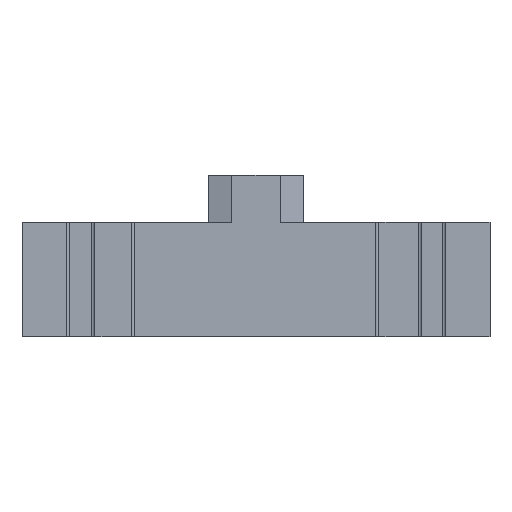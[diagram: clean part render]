
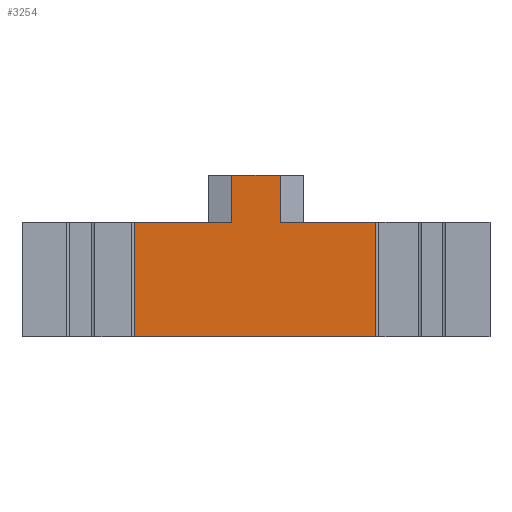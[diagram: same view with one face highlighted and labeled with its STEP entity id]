
A CAD part, front view. The second image highlights one B-rep face of the part: STEP entity #3254.
In plain terms, the highlighted planar face has unit normal (0, -1, 0).
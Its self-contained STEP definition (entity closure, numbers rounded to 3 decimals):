
#32 = PLANE('',#33);
#33 = AXIS2_PLACEMENT_3D('',#34,#35,#36);
#34 = CARTESIAN_POINT('',(15.9,-40.,-5.5));
#35 = DIRECTION('',(0.,0.,-1.));
#36 = DIRECTION('',(-1.,0.,0.));
#291 = VERTEX_POINT('',#292);
#292 = CARTESIAN_POINT('',(8.15,-39.9,-5.5));
#311 = CYLINDRICAL_SURFACE('',#312,0.2);
#312 = AXIS2_PLACEMENT_3D('',#313,#314,#315);
#313 = CARTESIAN_POINT('',(8.35,-39.9,-7.7));
#314 = DIRECTION('',(0.,0.,1.));
#315 = DIRECTION('',(0.,1.,0.));
#323 = EDGE_CURVE('',#324,#291,#326,.T.);
#324 = VERTEX_POINT('',#325);
#325 = CARTESIAN_POINT('',(-8.25,-39.9,-5.5));
#326 = SURFACE_CURVE('',#327,(#331,#338),.PCURVE_S1.);
#327 = LINE('',#328,#329);
#328 = CARTESIAN_POINT('',(12.,-39.9,-5.5));
#329 = VECTOR('',#330,1.);
#330 = DIRECTION('',(1.,0.,0.));
#331 = PCURVE('',#32,#332);
#332 = DEFINITIONAL_REPRESENTATION('',(#333),#337);
#333 = LINE('',#334,#335);
#334 = CARTESIAN_POINT('',(3.9,0.1));
#335 = VECTOR('',#336,1.);
#336 = DIRECTION('',(-1.,0.));
#337 = ( GEOMETRIC_REPRESENTATION_CONTEXT(2) 
PARAMETRIC_REPRESENTATION_CONTEXT() REPRESENTATION_CONTEXT('2D SPACE',''
  ) );
#338 = PCURVE('',#339,#344);
#339 = PLANE('',#340);
#340 = AXIS2_PLACEMENT_3D('',#341,#342,#343);
#341 = CARTESIAN_POINT('',(8.,-39.9,-7.7));
#342 = DIRECTION('',(0.,1.,0.));
#343 = DIRECTION('',(0.,0.,1.));
#344 = DEFINITIONAL_REPRESENTATION('',(#345),#349);
#345 = LINE('',#346,#347);
#346 = CARTESIAN_POINT('',(2.2,4.));
#347 = VECTOR('',#348,1.);
#348 = DIRECTION('',(0.,1.));
#349 = ( GEOMETRIC_REPRESENTATION_CONTEXT(2) 
PARAMETRIC_REPRESENTATION_CONTEXT() REPRESENTATION_CONTEXT('2D SPACE',''
  ) );
#367 = PLANE('',#368);
#368 = AXIS2_PLACEMENT_3D('',#369,#370,#371);
#369 = CARTESIAN_POINT('',(-8.25,-39.1,2.3));
#370 = DIRECTION('',(-1.,0.,0.));
#371 = DIRECTION('',(0.,-1.,0.));
#2579 = PLANE('',#2580);
#2580 = AXIS2_PLACEMENT_3D('',#2581,#2582,#2583);
#2581 = CARTESIAN_POINT('',(-15.9,-40.,2.3));
#2582 = DIRECTION('',(0.,0.,1.));
#2583 = DIRECTION('',(1.,0.,-0.));
#3209 = VERTEX_POINT('',#3210);
#3210 = CARTESIAN_POINT('',(8.15,-39.9,2.3));
#3234 = EDGE_CURVE('',#291,#3209,#3235,.T.);
#3235 = SURFACE_CURVE('',#3236,(#3240,#3247),.PCURVE_S1.);
#3236 = LINE('',#3237,#3238);
#3237 = CARTESIAN_POINT('',(8.15,-39.9,-7.7));
#3238 = VECTOR('',#3239,1.);
#3239 = DIRECTION('',(0.,0.,1.));
#3240 = PCURVE('',#311,#3241);
#3241 = DEFINITIONAL_REPRESENTATION('',(#3242),#3246);
#3242 = LINE('',#3243,#3244);
#3243 = CARTESIAN_POINT('',(7.854,0.));
#3244 = VECTOR('',#3245,1.);
#3245 = DIRECTION('',(0.,1.));
#3246 = ( GEOMETRIC_REPRESENTATION_CONTEXT(2) 
PARAMETRIC_REPRESENTATION_CONTEXT() REPRESENTATION_CONTEXT('2D SPACE',''
  ) );
#3247 = PCURVE('',#339,#3248);
#3248 = DEFINITIONAL_REPRESENTATION('',(#3249),#3253);
#3249 = LINE('',#3250,#3251);
#3250 = CARTESIAN_POINT('',(0.,0.15));
#3251 = VECTOR('',#3252,1.);
#3252 = DIRECTION('',(1.,0.));
#3253 = ( GEOMETRIC_REPRESENTATION_CONTEXT(2) 
PARAMETRIC_REPRESENTATION_CONTEXT() REPRESENTATION_CONTEXT('2D SPACE',''
  ) );
#3254 = ADVANCED_FACE('',(#3255),#339,.F.);
#3255 = FACE_BOUND('',#3256,.F.);
#3256 = EDGE_LOOP('',(#3257,#3258,#3281,#3309,#3337,#3365,#3393,#3414));
#3257 = ORIENTED_EDGE('',*,*,#323,.F.);
#3258 = ORIENTED_EDGE('',*,*,#3259,.T.);
#3259 = EDGE_CURVE('',#324,#3260,#3262,.T.);
#3260 = VERTEX_POINT('',#3261);
#3261 = CARTESIAN_POINT('',(-8.25,-39.9,2.3));
#3262 = SURFACE_CURVE('',#3263,(#3267,#3274),.PCURVE_S1.);
#3263 = LINE('',#3264,#3265);
#3264 = CARTESIAN_POINT('',(-8.25,-39.9,-1.6));
#3265 = VECTOR('',#3266,1.);
#3266 = DIRECTION('',(0.,-0.,1.));
#3267 = PCURVE('',#339,#3268);
#3268 = DEFINITIONAL_REPRESENTATION('',(#3269),#3273);
#3269 = LINE('',#3270,#3271);
#3270 = CARTESIAN_POINT('',(6.1,-16.25));
#3271 = VECTOR('',#3272,1.);
#3272 = DIRECTION('',(1.,0.));
#3273 = ( GEOMETRIC_REPRESENTATION_CONTEXT(2) 
PARAMETRIC_REPRESENTATION_CONTEXT() REPRESENTATION_CONTEXT('2D SPACE',''
  ) );
#3274 = PCURVE('',#367,#3275);
#3275 = DEFINITIONAL_REPRESENTATION('',(#3276),#3280);
#3276 = LINE('',#3277,#3278);
#3277 = CARTESIAN_POINT('',(0.8,-3.9));
#3278 = VECTOR('',#3279,1.);
#3279 = DIRECTION('',(0.,1.));
#3280 = ( GEOMETRIC_REPRESENTATION_CONTEXT(2) 
PARAMETRIC_REPRESENTATION_CONTEXT() REPRESENTATION_CONTEXT('2D SPACE',''
  ) );
#3281 = ORIENTED_EDGE('',*,*,#3282,.F.);
#3282 = EDGE_CURVE('',#3283,#3260,#3285,.T.);
#3283 = VERTEX_POINT('',#3284);
#3284 = CARTESIAN_POINT('',(-1.65,-39.9,2.3));
#3285 = SURFACE_CURVE('',#3286,(#3290,#3297),.PCURVE_S1.);
#3286 = LINE('',#3287,#3288);
#3287 = CARTESIAN_POINT('',(12.7,-39.9,2.3));
#3288 = VECTOR('',#3289,1.);
#3289 = DIRECTION('',(-1.,0.,0.));
#3290 = PCURVE('',#339,#3291);
#3291 = DEFINITIONAL_REPRESENTATION('',(#3292),#3296);
#3292 = LINE('',#3293,#3294);
#3293 = CARTESIAN_POINT('',(10.,4.7));
#3294 = VECTOR('',#3295,1.);
#3295 = DIRECTION('',(0.,-1.));
#3296 = ( GEOMETRIC_REPRESENTATION_CONTEXT(2) 
PARAMETRIC_REPRESENTATION_CONTEXT() REPRESENTATION_CONTEXT('2D SPACE',''
  ) );
#3297 = PCURVE('',#3298,#3303);
#3298 = PLANE('',#3299);
#3299 = AXIS2_PLACEMENT_3D('',#3300,#3301,#3302);
#3300 = CARTESIAN_POINT('',(-15.9,-40.,2.3));
#3301 = DIRECTION('',(0.,0.,1.));
#3302 = DIRECTION('',(1.,0.,-0.));
#3303 = DEFINITIONAL_REPRESENTATION('',(#3304),#3308);
#3304 = LINE('',#3305,#3306);
#3305 = CARTESIAN_POINT('',(28.6,0.1));
#3306 = VECTOR('',#3307,1.);
#3307 = DIRECTION('',(-1.,0.));
#3308 = ( GEOMETRIC_REPRESENTATION_CONTEXT(2) 
PARAMETRIC_REPRESENTATION_CONTEXT() REPRESENTATION_CONTEXT('2D SPACE',''
  ) );
#3309 = ORIENTED_EDGE('',*,*,#3310,.F.);
#3310 = EDGE_CURVE('',#3311,#3283,#3313,.T.);
#3311 = VERTEX_POINT('',#3312);
#3312 = CARTESIAN_POINT('',(-1.65,-39.9,5.5));
#3313 = SURFACE_CURVE('',#3314,(#3318,#3325),.PCURVE_S1.);
#3314 = LINE('',#3315,#3316);
#3315 = CARTESIAN_POINT('',(-1.65,-39.9,2.3));
#3316 = VECTOR('',#3317,1.);
#3317 = DIRECTION('',(0.,0.,-1.));
#3318 = PCURVE('',#339,#3319);
#3319 = DEFINITIONAL_REPRESENTATION('',(#3320),#3324);
#3320 = LINE('',#3321,#3322);
#3321 = CARTESIAN_POINT('',(10.,-9.65));
#3322 = VECTOR('',#3323,1.);
#3323 = DIRECTION('',(-1.,0.));
#3324 = ( GEOMETRIC_REPRESENTATION_CONTEXT(2) 
PARAMETRIC_REPRESENTATION_CONTEXT() REPRESENTATION_CONTEXT('2D SPACE',''
  ) );
#3325 = PCURVE('',#3326,#3331);
#3326 = PLANE('',#3327);
#3327 = AXIS2_PLACEMENT_3D('',#3328,#3329,#3330);
#3328 = CARTESIAN_POINT('',(-2.45,-39.667,2.3));
#3329 = DIRECTION('',(0.28,0.96,0.));
#3330 = DIRECTION('',(0.,0.,-1.));
#3331 = DEFINITIONAL_REPRESENTATION('',(#3332),#3336);
#3332 = LINE('',#3333,#3334);
#3333 = CARTESIAN_POINT('',(0.,-0.833));
#3334 = VECTOR('',#3335,1.);
#3335 = DIRECTION('',(1.,-0.));
#3336 = ( GEOMETRIC_REPRESENTATION_CONTEXT(2) 
PARAMETRIC_REPRESENTATION_CONTEXT() REPRESENTATION_CONTEXT('2D SPACE',''
  ) );
#3337 = ORIENTED_EDGE('',*,*,#3338,.F.);
#3338 = EDGE_CURVE('',#3339,#3311,#3341,.T.);
#3339 = VERTEX_POINT('',#3340);
#3340 = CARTESIAN_POINT('',(1.65,-39.9,5.5));
#3341 = SURFACE_CURVE('',#3342,(#3346,#3353),.PCURVE_S1.);
#3342 = LINE('',#3343,#3344);
#3343 = CARTESIAN_POINT('',(3.25,-39.9,5.5));
#3344 = VECTOR('',#3345,1.);
#3345 = DIRECTION('',(-1.,0.,0.));
#3346 = PCURVE('',#339,#3347);
#3347 = DEFINITIONAL_REPRESENTATION('',(#3348),#3352);
#3348 = LINE('',#3349,#3350);
#3349 = CARTESIAN_POINT('',(13.2,-4.75));
#3350 = VECTOR('',#3351,1.);
#3351 = DIRECTION('',(0.,-1.));
#3352 = ( GEOMETRIC_REPRESENTATION_CONTEXT(2) 
PARAMETRIC_REPRESENTATION_CONTEXT() REPRESENTATION_CONTEXT('2D SPACE',''
  ) );
#3353 = PCURVE('',#3354,#3359);
#3354 = PLANE('',#3355);
#3355 = AXIS2_PLACEMENT_3D('',#3356,#3357,#3358);
#3356 = CARTESIAN_POINT('',(-1.65,-40.,5.5));
#3357 = DIRECTION('',(0.,0.,1.));
#3358 = DIRECTION('',(1.,0.,-0.));
#3359 = DEFINITIONAL_REPRESENTATION('',(#3360),#3364);
#3360 = LINE('',#3361,#3362);
#3361 = CARTESIAN_POINT('',(4.9,0.1));
#3362 = VECTOR('',#3363,1.);
#3363 = DIRECTION('',(-1.,0.));
#3364 = ( GEOMETRIC_REPRESENTATION_CONTEXT(2) 
PARAMETRIC_REPRESENTATION_CONTEXT() REPRESENTATION_CONTEXT('2D SPACE',''
  ) );
#3365 = ORIENTED_EDGE('',*,*,#3366,.F.);
#3366 = EDGE_CURVE('',#3367,#3339,#3369,.T.);
#3367 = VERTEX_POINT('',#3368);
#3368 = CARTESIAN_POINT('',(1.65,-39.9,2.3));
#3369 = SURFACE_CURVE('',#3370,(#3374,#3381),.PCURVE_S1.);
#3370 = LINE('',#3371,#3372);
#3371 = CARTESIAN_POINT('',(1.65,-39.9,3.9));
#3372 = VECTOR('',#3373,1.);
#3373 = DIRECTION('',(-0.,0.,1.));
#3374 = PCURVE('',#339,#3375);
#3375 = DEFINITIONAL_REPRESENTATION('',(#3376),#3380);
#3376 = LINE('',#3377,#3378);
#3377 = CARTESIAN_POINT('',(11.6,-6.35));
#3378 = VECTOR('',#3379,1.);
#3379 = DIRECTION('',(1.,0.));
#3380 = ( GEOMETRIC_REPRESENTATION_CONTEXT(2) 
PARAMETRIC_REPRESENTATION_CONTEXT() REPRESENTATION_CONTEXT('2D SPACE',''
  ) );
#3381 = PCURVE('',#3382,#3387);
#3382 = PLANE('',#3383);
#3383 = AXIS2_PLACEMENT_3D('',#3384,#3385,#3386);
#3384 = CARTESIAN_POINT('',(2.45,-39.667,2.3));
#3385 = DIRECTION('',(0.28,-0.96,0.));
#3386 = DIRECTION('',(0.,0.,-1.));
#3387 = DEFINITIONAL_REPRESENTATION('',(#3388),#3392);
#3388 = LINE('',#3389,#3390);
#3389 = CARTESIAN_POINT('',(-1.6,-0.833));
#3390 = VECTOR('',#3391,1.);
#3391 = DIRECTION('',(-1.,0.));
#3392 = ( GEOMETRIC_REPRESENTATION_CONTEXT(2) 
PARAMETRIC_REPRESENTATION_CONTEXT() REPRESENTATION_CONTEXT('2D SPACE',''
  ) );
#3393 = ORIENTED_EDGE('',*,*,#3394,.F.);
#3394 = EDGE_CURVE('',#3209,#3367,#3395,.T.);
#3395 = SURFACE_CURVE('',#3396,(#3400,#3407),.PCURVE_S1.);
#3396 = LINE('',#3397,#3398);
#3397 = CARTESIAN_POINT('',(12.7,-39.9,2.3));
#3398 = VECTOR('',#3399,1.);
#3399 = DIRECTION('',(-1.,0.,0.));
#3400 = PCURVE('',#339,#3401);
#3401 = DEFINITIONAL_REPRESENTATION('',(#3402),#3406);
#3402 = LINE('',#3403,#3404);
#3403 = CARTESIAN_POINT('',(10.,4.7));
#3404 = VECTOR('',#3405,1.);
#3405 = DIRECTION('',(0.,-1.));
#3406 = ( GEOMETRIC_REPRESENTATION_CONTEXT(2) 
PARAMETRIC_REPRESENTATION_CONTEXT() REPRESENTATION_CONTEXT('2D SPACE',''
  ) );
#3407 = PCURVE('',#2579,#3408);
#3408 = DEFINITIONAL_REPRESENTATION('',(#3409),#3413);
#3409 = LINE('',#3410,#3411);
#3410 = CARTESIAN_POINT('',(28.6,0.1));
#3411 = VECTOR('',#3412,1.);
#3412 = DIRECTION('',(-1.,0.));
#3413 = ( GEOMETRIC_REPRESENTATION_CONTEXT(2) 
PARAMETRIC_REPRESENTATION_CONTEXT() REPRESENTATION_CONTEXT('2D SPACE',''
  ) );
#3414 = ORIENTED_EDGE('',*,*,#3234,.F.);
